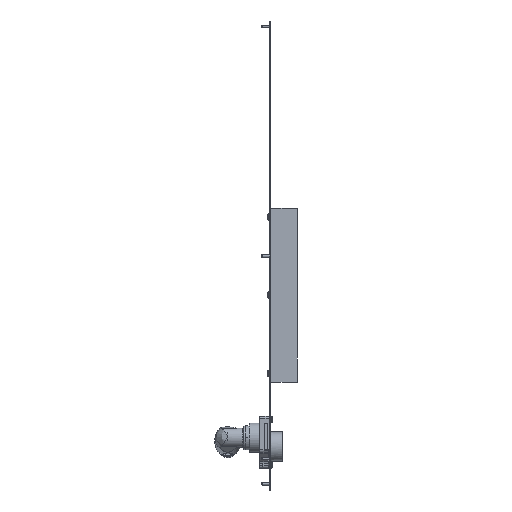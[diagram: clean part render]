
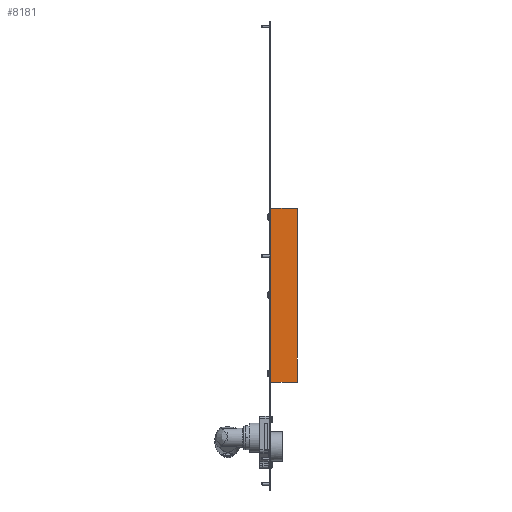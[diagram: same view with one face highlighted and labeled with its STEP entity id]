
A CAD part, left-side view. The second image highlights one B-rep face of the part: STEP entity #8181.
In plain terms, the highlighted face is planar.
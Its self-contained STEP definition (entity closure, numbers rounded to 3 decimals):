
#521 = ORIENTED_EDGE ( 'NONE', *, *, #1740, .T. ) ;
#522 = EDGE_CURVE ( 'NONE', #15221, #1285, #1089, .T. ) ;
#606 = CARTESIAN_POINT ( 'NONE',  ( -100., 15., 5. ) ) ;
#1089 = LINE ( 'NONE', #5979, #2355 ) ;
#1285 = VERTEX_POINT ( 'NONE', #10020 ) ;
#1327 = CARTESIAN_POINT ( 'NONE',  ( 100., 15., 5. ) ) ;
#1373 = EDGE_CURVE ( 'NONE', #15106, #12518, #8545, .T. ) ;
#1555 = AXIS2_PLACEMENT_3D ( 'NONE', #6186, #9959, #14829 ) ;
#1740 = EDGE_CURVE ( 'NONE', #1285, #15106, #15409, .T. ) ;
#2132 = VECTOR ( 'NONE', #4782, 1000. ) ;
#2355 = VECTOR ( 'NONE', #15756, 1000. ) ;
#3035 = EDGE_CURVE ( 'NONE', #12518, #15221, #12964, .T. ) ;
#4018 = VECTOR ( 'NONE', #13999, 1000. ) ;
#4327 = CARTESIAN_POINT ( 'NONE',  ( -100., 15., 5. ) ) ;
#4681 = ORIENTED_EDGE ( 'NONE', *, *, #3035, .T. ) ;
#4782 = DIRECTION ( 'NONE',  ( -1., 0., 0. ) ) ;
#5067 = FACE_OUTER_BOUND ( 'NONE', #13407, .T. ) ;
#5573 = ORIENTED_EDGE ( 'NONE', *, *, #1373, .T. ) ;
#5979 = CARTESIAN_POINT ( 'NONE',  ( -100., -15., 5. ) ) ;
#6186 = CARTESIAN_POINT ( 'NONE',  ( -100., -15., 5. ) ) ;
#8181 = ADVANCED_FACE ( 'NONE', ( #5067 ), #13639, .T. ) ;
#8545 = LINE ( 'NONE', #8621, #2132 ) ;
#8621 = CARTESIAN_POINT ( 'NONE',  ( -100., 15., 5. ) ) ;
#9178 = CARTESIAN_POINT ( 'NONE',  ( -100., -15., 5. ) ) ;
#9959 = DIRECTION ( 'NONE',  ( 0., 0., 1. ) ) ;
#10020 = CARTESIAN_POINT ( 'NONE',  ( 100., -15., 5. ) ) ;
#11229 = ORIENTED_EDGE ( 'NONE', *, *, #522, .T. ) ;
#12518 = VERTEX_POINT ( 'NONE', #606 ) ;
#12964 = LINE ( 'NONE', #4327, #4018 ) ;
#13407 = EDGE_LOOP ( 'NONE', ( #4681, #11229, #521, #5573 ) ) ;
#13639 = PLANE ( 'NONE',  #1555 ) ;
#13999 = DIRECTION ( 'NONE',  ( 0., -1., 0. ) ) ;
#14214 = DIRECTION ( 'NONE',  ( 0., 1., 0. ) ) ;
#14829 = DIRECTION ( 'NONE',  ( 1., 0., 0. ) ) ;
#15106 = VERTEX_POINT ( 'NONE', #1327 ) ;
#15209 = VECTOR ( 'NONE', #14214, 1000. ) ;
#15221 = VERTEX_POINT ( 'NONE', #9178 ) ;
#15409 = LINE ( 'NONE', #15491, #15209 ) ;
#15491 = CARTESIAN_POINT ( 'NONE',  ( 100., 15., 5. ) ) ;
#15756 = DIRECTION ( 'NONE',  ( 1., 0., 0. ) ) ;
